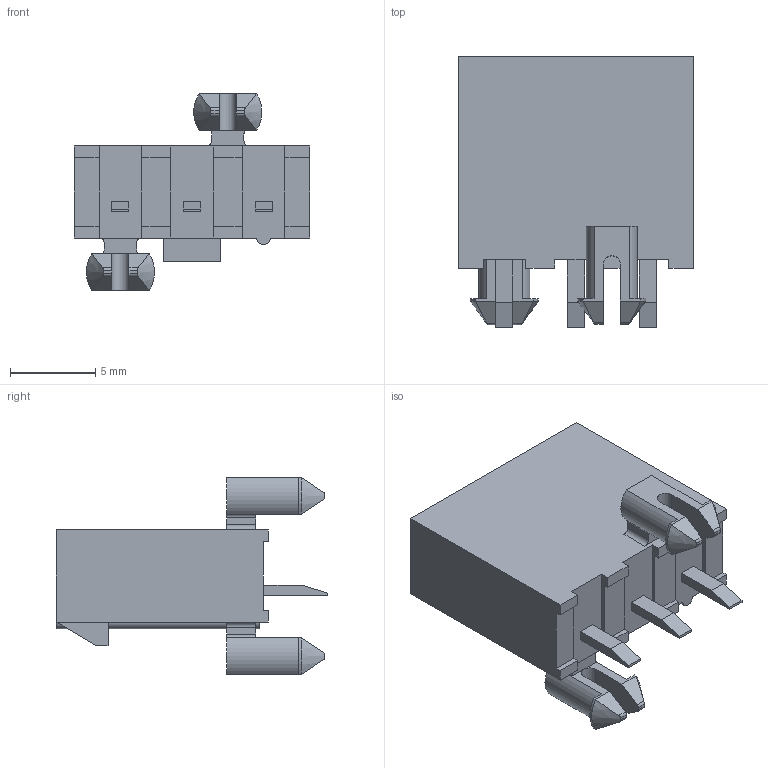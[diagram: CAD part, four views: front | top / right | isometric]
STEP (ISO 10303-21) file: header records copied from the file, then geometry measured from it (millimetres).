
FILE_DESCRIPTION(/* description */ (''),/* implementation_level */ '2;1');
FILE_NAME(/* name */ '0039301039.stp',/* time_stamp */ '2021-08-27T23:55:25-05:00',/* author */ (''),/* organization */ (''),/* preprocessor_version */ 'ST-DEVELOPER v16.7',/* originating_system */ 'SIEMENS PLM Software NX 1926',/* authorisation */ '');
FILE_SCHEMA (('AUTOMOTIVE_DESIGN { 1 0 10303 214 3 1 1 1 }'));
Length unit declared in the file: millimetre
Products named in the file (1): 039301039_stp
Bounding box: 13.8 x 15.95 x 11.56 mm (x, y, z)
Volume: 631.7 mm3; surface area: 1302.1 mm2
Topology: 1 solids, 1 shells, 167 faces, 446 edges, 292 vertices
Faces by surface type: plane 136, cylinder 27, cone 4
Entity records: 5490 total; most frequent: CARTESIAN_POINT 1006, ORIENTED_EDGE 892, DIRECTION 818, EDGE_CURVE 446, LINE 378, VECTOR 378, VERTEX_POINT 292, AXIS2_PLACEMENT_3D 220
